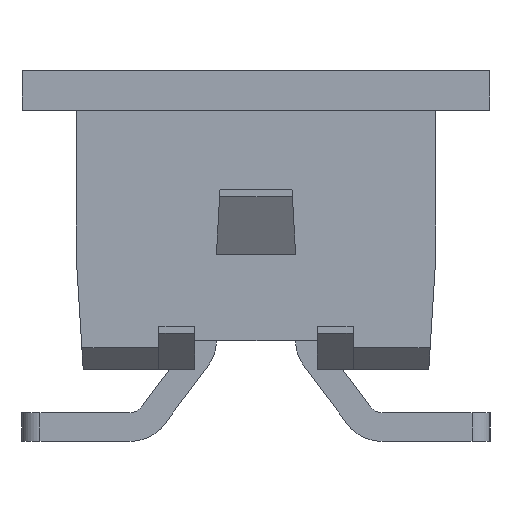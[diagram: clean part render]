
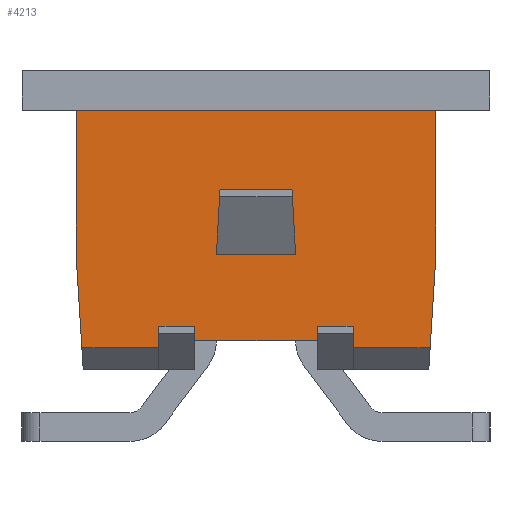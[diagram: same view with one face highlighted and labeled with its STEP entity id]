
A CAD part, left-side view. The second image highlights one B-rep face of the part: STEP entity #4213.
In plain terms, the highlighted planar face has unit normal (-1, 0, 0).
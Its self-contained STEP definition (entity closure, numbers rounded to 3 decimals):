
#263=ORIENTED_EDGE('',*,*,#1459,.T.);
#264=ORIENTED_EDGE('',*,*,#1439,.T.);
#265=ORIENTED_EDGE('',*,*,#1460,.F.);
#266=ORIENTED_EDGE('',*,*,#1447,.F.);
#267=ORIENTED_EDGE('',*,*,#1461,.T.);
#268=ORIENTED_EDGE('',*,*,#1462,.T.);
#269=ORIENTED_EDGE('',*,*,#1463,.F.);
#270=ORIENTED_EDGE('',*,*,#1464,.T.);
#271=ORIENTED_EDGE('',*,*,#1465,.F.);
#272=ORIENTED_EDGE('',*,*,#1466,.F.);
#273=ORIENTED_EDGE('',*,*,#1467,.T.);
#274=ORIENTED_EDGE('',*,*,#1468,.T.);
#275=ORIENTED_EDGE('',*,*,#1469,.F.);
#276=ORIENTED_EDGE('',*,*,#1470,.F.);
#277=ORIENTED_EDGE('',*,*,#1471,.F.);
#278=ORIENTED_EDGE('',*,*,#1472,.T.);
#279=ORIENTED_EDGE('',*,*,#1473,.T.);
#280=ORIENTED_EDGE('',*,*,#1474,.T.);
#1439=EDGE_CURVE('',#2031,#2032,#2451,.T.);
#1447=EDGE_CURVE('',#2037,#2038,#2459,.T.);
#1459=EDGE_CURVE('',#2037,#2031,#2471,.T.);
#1460=EDGE_CURVE('',#2038,#2032,#2472,.T.);
#1461=EDGE_CURVE('',#2047,#2048,#2473,.T.);
#1462=EDGE_CURVE('',#2048,#2049,#2474,.T.);
#1463=EDGE_CURVE('',#2050,#2049,#2475,.T.);
#1464=EDGE_CURVE('',#2050,#2051,#2476,.T.);
#1465=EDGE_CURVE('',#2052,#2051,#2477,.T.);
#1466=EDGE_CURVE('',#2053,#2052,#2478,.T.);
#1467=EDGE_CURVE('',#2053,#2054,#2479,.T.);
#1468=EDGE_CURVE('',#2054,#2055,#2480,.T.);
#1469=EDGE_CURVE('',#2056,#2055,#2481,.T.);
#1470=EDGE_CURVE('',#2057,#2056,#2482,.T.);
#1471=EDGE_CURVE('',#2058,#2057,#2483,.T.);
#1472=EDGE_CURVE('',#2058,#2059,#2484,.T.);
#1473=EDGE_CURVE('',#2059,#2060,#2485,.T.);
#1474=EDGE_CURVE('',#2060,#2047,#2486,.T.);
#2031=VERTEX_POINT('',#6007);
#2032=VERTEX_POINT('',#6008);
#2037=VERTEX_POINT('',#6022);
#2038=VERTEX_POINT('',#6024);
#2047=VERTEX_POINT('',#6051);
#2048=VERTEX_POINT('',#6052);
#2049=VERTEX_POINT('',#6054);
#2050=VERTEX_POINT('',#6056);
#2051=VERTEX_POINT('',#6058);
#2052=VERTEX_POINT('',#6060);
#2053=VERTEX_POINT('',#6062);
#2054=VERTEX_POINT('',#6064);
#2055=VERTEX_POINT('',#6066);
#2056=VERTEX_POINT('',#6068);
#2057=VERTEX_POINT('',#6070);
#2058=VERTEX_POINT('',#6072);
#2059=VERTEX_POINT('',#6074);
#2060=VERTEX_POINT('',#6076);
#2451=LINE('',#6006,#3033);
#2459=LINE('',#6023,#3041);
#2471=LINE('',#6048,#3053);
#2472=LINE('',#6049,#3054);
#2473=LINE('',#6050,#3055);
#2474=LINE('',#6053,#3056);
#2475=LINE('',#6055,#3057);
#2476=LINE('',#6057,#3058);
#2477=LINE('',#6059,#3059);
#2478=LINE('',#6061,#3060);
#2479=LINE('',#6063,#3061);
#2480=LINE('',#6065,#3062);
#2481=LINE('',#6067,#3063);
#2482=LINE('',#6069,#3064);
#2483=LINE('',#6071,#3065);
#2484=LINE('',#6073,#3066);
#2485=LINE('',#6075,#3067);
#2486=LINE('',#6077,#3068);
#3033=VECTOR('',#4858,1000.);
#3041=VECTOR('',#4870,1000.);
#3053=VECTOR('',#4890,1000.);
#3054=VECTOR('',#4891,1000.);
#3055=VECTOR('',#4892,1000.);
#3056=VECTOR('',#4893,1000.);
#3057=VECTOR('',#4894,1000.);
#3058=VECTOR('',#4895,1000.);
#3059=VECTOR('',#4896,1000.);
#3060=VECTOR('',#4897,1000.);
#3061=VECTOR('',#4898,1000.);
#3062=VECTOR('',#4899,1000.);
#3063=VECTOR('',#4900,1000.);
#3064=VECTOR('',#4901,1000.);
#3065=VECTOR('',#4902,1000.);
#3066=VECTOR('',#4903,1000.);
#3067=VECTOR('',#4904,1000.);
#3068=VECTOR('',#4905,1000.);
#3541=EDGE_LOOP('',(#263,#264,#265,#266));
#3542=EDGE_LOOP('',(#267,#268,#269,#270,#271,#272,#273,#274,#275,#276,#277,
#278,#279,#280));
#3777=FACE_BOUND('',#3541,.T.);
#3778=FACE_BOUND('',#3542,.T.);
#4013=PLANE('',#4465);
#4213=ADVANCED_FACE('',(#3777,#3778),#4013,.F.);
#4465=AXIS2_PLACEMENT_3D('',#6047,#4888,#4889);
#4858=DIRECTION('',(0.,1.,0.));
#4870=DIRECTION('',(0.,1.,0.));
#4888=DIRECTION('',(1.,0.,0.));
#4889=DIRECTION('',(0.,0.,-1.));
#4890=DIRECTION('',(0.,-0.055,-0.998));
#4891=DIRECTION('',(0.,0.055,-0.998));
#4892=DIRECTION('',(0.,0.,1.));
#4893=DIRECTION('',(0.,-1.,0.));
#4894=DIRECTION('',(0.,0.,1.));
#4895=DIRECTION('',(0.,-1.,0.));
#4896=DIRECTION('',(0.,0.,-1.));
#4897=DIRECTION('',(0.,1.,0.));
#4898=DIRECTION('',(0.,0.,-1.));
#4899=DIRECTION('',(0.,-1.,0.));
#4900=DIRECTION('',(0.,0.062,-0.998));
#4901=DIRECTION('',(0.,0.,-1.));
#4902=DIRECTION('',(0.,-1.,0.));
#4903=DIRECTION('',(0.,0.,-1.));
#4904=DIRECTION('',(0.,-0.062,-0.998));
#4905=DIRECTION('',(0.,-1.,0.));
#6006=CARTESIAN_POINT('',(-7.365,-0.55,1.6));
#6007=CARTESIAN_POINT('',(-7.365,-0.55,1.6));
#6008=CARTESIAN_POINT('',(-7.365,0.55,1.6));
#6022=CARTESIAN_POINT('',(-7.365,-0.5,2.5));
#6023=CARTESIAN_POINT('',(-7.365,-0.55,2.5));
#6024=CARTESIAN_POINT('',(-7.365,0.5,2.5));
#6047=CARTESIAN_POINT('',(-7.365,2.5,3.6));
#6048=CARTESIAN_POINT('',(-7.365,-0.5,2.5));
#6049=CARTESIAN_POINT('',(-7.365,0.5,2.5));
#6050=CARTESIAN_POINT('',(-7.365,1.35,0.3));
#6051=CARTESIAN_POINT('',(-7.365,1.35,0.3));
#6052=CARTESIAN_POINT('',(-7.365,1.35,0.6));
#6053=CARTESIAN_POINT('',(-7.365,1.35,0.6));
#6054=CARTESIAN_POINT('',(-7.365,0.85,0.6));
#6055=CARTESIAN_POINT('',(-7.365,0.85,0.3));
#6056=CARTESIAN_POINT('',(-7.365,0.85,0.4));
#6057=CARTESIAN_POINT('',(-7.365,2.5,0.4));
#6058=CARTESIAN_POINT('',(-7.365,-0.85,0.4));
#6059=CARTESIAN_POINT('',(-7.365,-0.85,0.6));
#6060=CARTESIAN_POINT('',(-7.365,-0.85,0.6));
#6061=CARTESIAN_POINT('',(-7.365,-1.35,0.6));
#6062=CARTESIAN_POINT('',(-7.365,-1.35,0.6));
#6063=CARTESIAN_POINT('',(-7.365,-1.35,0.6));
#6064=CARTESIAN_POINT('',(-7.365,-1.35,0.3));
#6065=CARTESIAN_POINT('',(-7.365,2.5,0.3));
#6066=CARTESIAN_POINT('',(-7.365,-2.419,0.3));
#6067=CARTESIAN_POINT('',(-7.365,-2.605,3.281));
#6068=CARTESIAN_POINT('',(-7.365,-2.5,1.6));
#6069=CARTESIAN_POINT('',(-7.365,-2.5,3.6));
#6070=CARTESIAN_POINT('',(-7.365,-2.5,3.6));
#6071=CARTESIAN_POINT('',(-7.365,2.5,3.6));
#6072=CARTESIAN_POINT('',(-7.365,2.5,3.6));
#6073=CARTESIAN_POINT('',(-7.365,2.5,3.6));
#6074=CARTESIAN_POINT('',(-7.365,2.5,1.6));
#6075=CARTESIAN_POINT('',(-7.365,2.625,3.592));
#6076=CARTESIAN_POINT('',(-7.365,2.419,0.3));
#6077=CARTESIAN_POINT('',(-7.365,2.5,0.3));
